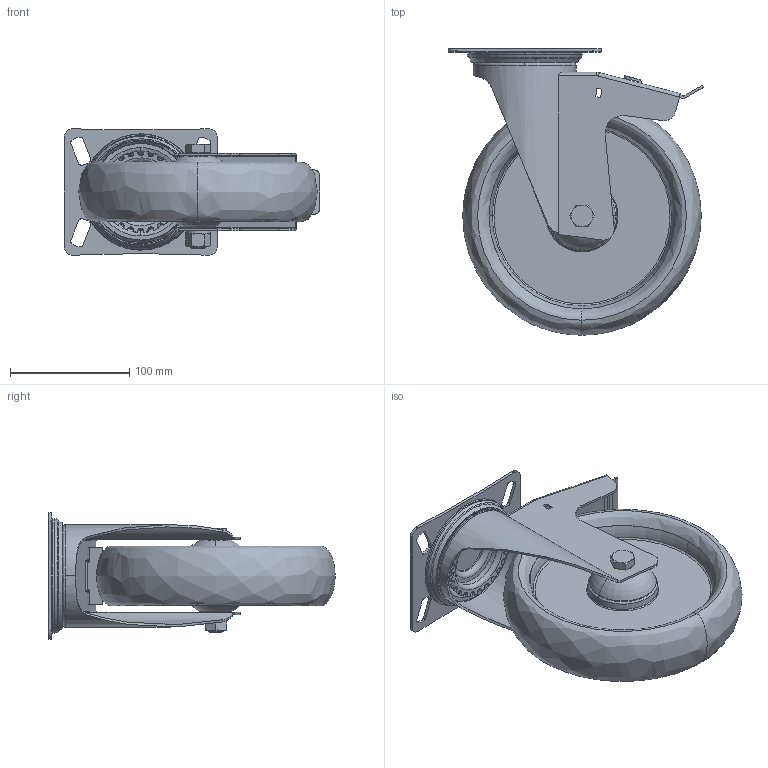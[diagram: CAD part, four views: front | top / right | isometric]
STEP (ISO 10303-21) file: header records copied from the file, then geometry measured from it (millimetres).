
FILE_DESCRIPTION (( 'STEP AP214' ), '1' );
FILE_NAME ('0027483.step', '2021-05-20T10:10:47', ( 'Windows-Benutzer' ), ( '' ), 'SwSTEP 2.0', 'SolidWorks 2020', '' );
FILE_SCHEMA (( 'AUTOMOTIVE_DESIGN' ));
Length unit declared in the file: millimetre
Products named in the file (1): 0027483
Bounding box: 214.45 x 239.99 x 106 mm (x, y, z)
Volume: 940165.6 mm3; surface area: 317006 mm2
Topology: 12 solids, 12 shells, 529 faces, 1299 edges, 816 vertices
Faces by surface type: bspline 145, cylinder 135, plane 131, cone 60, torus 58
Entity records: 37629 total; most frequent: CARTESIAN_POINT 19961, ORIENTED_EDGE 2598, DIRECTION 2248, EDGE_CURVE 1299, AXIS2_PLACEMENT_3D 930, VERTEX_POINT 816, EDGE_LOOP 585, CIRCLE 545
